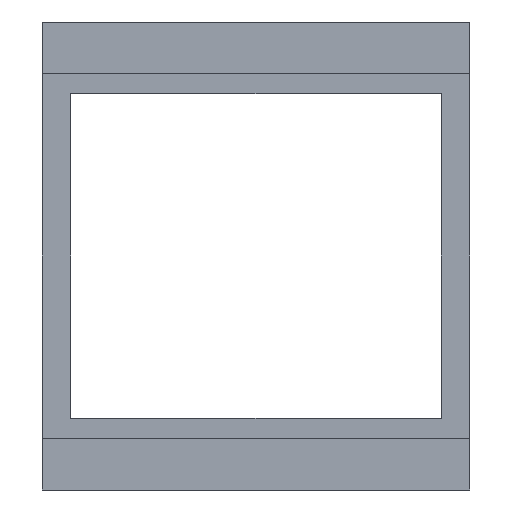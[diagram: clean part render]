
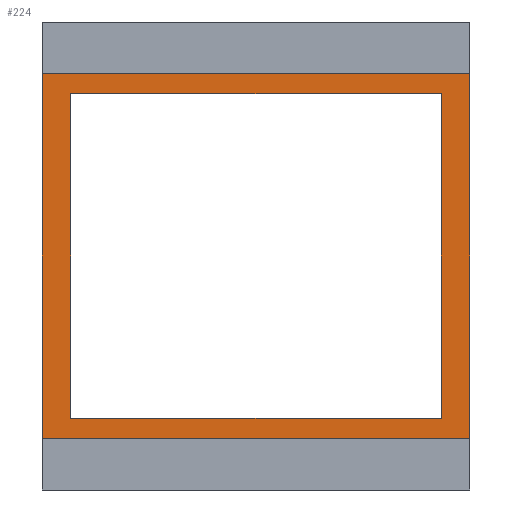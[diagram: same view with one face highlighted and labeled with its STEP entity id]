
A CAD part, front view. The second image highlights one B-rep face of the part: STEP entity #224.
In plain terms, the highlighted planar face has unit normal (0, -1, 0).
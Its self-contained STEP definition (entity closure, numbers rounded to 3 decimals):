
#172=AXIS2_PLACEMENT_3D('Plane Axis2P3D',#169,#170,#171) ;
#81=CARTESIAN_POINT('Vertex',(-52.25,222.,54.073)) ;
#84=CARTESIAN_POINT('Line Origine',(0.,222.,54.073)) ;
#88=CARTESIAN_POINT('Vertex',(52.25,222.,54.073)) ;
#108=CARTESIAN_POINT('Line Origine',(0.,222.,-34.927)) ;
#112=CARTESIAN_POINT('Vertex',(-52.25,222.,-34.927)) ;
#114=CARTESIAN_POINT('Vertex',(52.25,222.,-34.927)) ;
#169=CARTESIAN_POINT('Axis2P3D Location',(0.,222.,54.073)) ;
#174=CARTESIAN_POINT('Line Origine',(-52.25,222.,9.573)) ;
#179=CARTESIAN_POINT('Line Origine',(52.25,222.,9.573)) ;
#190=CARTESIAN_POINT('Line Origine',(0.,222.,49.223)) ;
#194=CARTESIAN_POINT('Vertex',(45.25,222.,49.223)) ;
#196=CARTESIAN_POINT('Vertex',(-45.25,222.,49.223)) ;
#199=CARTESIAN_POINT('Line Origine',(45.25,222.,9.573)) ;
#203=CARTESIAN_POINT('Vertex',(45.25,222.,-30.077)) ;
#206=CARTESIAN_POINT('Line Origine',(0.,222.,-30.077)) ;
#210=CARTESIAN_POINT('Vertex',(-45.25,222.,-30.077)) ;
#213=CARTESIAN_POINT('Line Origine',(-45.25,222.,9.573)) ;
#85=DIRECTION('Vector Direction',(1.,0.,0.)) ;
#109=DIRECTION('Vector Direction',(1.,0.,0.)) ;
#170=DIRECTION('Axis2P3D Direction',(0.,-1.,0.)) ;
#171=DIRECTION('Axis2P3D XDirection',(0.,0.,-1.)) ;
#175=DIRECTION('Vector Direction',(0.,0.,-1.)) ;
#180=DIRECTION('Vector Direction',(0.,0.,-1.)) ;
#191=DIRECTION('Vector Direction',(-1.,0.,0.)) ;
#200=DIRECTION('Vector Direction',(0.,0.,-1.)) ;
#207=DIRECTION('Vector Direction',(1.,0.,0.)) ;
#214=DIRECTION('Vector Direction',(0.,0.,1.)) ;
#86=VECTOR('Line Direction',#85,1.) ;
#110=VECTOR('Line Direction',#109,1.) ;
#176=VECTOR('Line Direction',#175,1.) ;
#181=VECTOR('Line Direction',#180,1.) ;
#192=VECTOR('Line Direction',#191,1.) ;
#201=VECTOR('Line Direction',#200,1.) ;
#208=VECTOR('Line Direction',#207,1.) ;
#215=VECTOR('Line Direction',#214,1.) ;
#185=ORIENTED_EDGE('',*,*,#90,.F.) ;
#186=ORIENTED_EDGE('',*,*,#178,.T.) ;
#187=ORIENTED_EDGE('',*,*,#116,.T.) ;
#188=ORIENTED_EDGE('',*,*,#183,.F.) ;
#219=ORIENTED_EDGE('',*,*,#198,.F.) ;
#220=ORIENTED_EDGE('',*,*,#205,.T.) ;
#221=ORIENTED_EDGE('',*,*,#212,.F.) ;
#222=ORIENTED_EDGE('',*,*,#217,.T.) ;
#223=FACE_BOUND('',#218,.T.) ;
#224=ADVANCED_FACE('Mostrina',(#189,#223),#173,.T.) ;
#90=EDGE_CURVE('',#82,#89,#87,.T.) ;
#116=EDGE_CURVE('',#113,#115,#111,.T.) ;
#178=EDGE_CURVE('',#82,#113,#177,.T.) ;
#183=EDGE_CURVE('',#89,#115,#182,.T.) ;
#198=EDGE_CURVE('',#195,#197,#193,.T.) ;
#205=EDGE_CURVE('',#195,#204,#202,.T.) ;
#212=EDGE_CURVE('',#211,#204,#209,.T.) ;
#217=EDGE_CURVE('',#211,#197,#216,.T.) ;
#184=EDGE_LOOP('',(#185,#186,#187,#188)) ;
#218=EDGE_LOOP('',(#219,#220,#221,#222)) ;
#189=FACE_OUTER_BOUND('',#184,.T.) ;
#87=LINE('Line',#84,#86) ;
#111=LINE('Line',#108,#110) ;
#177=LINE('Line',#174,#176) ;
#182=LINE('Line',#179,#181) ;
#193=LINE('Line',#190,#192) ;
#202=LINE('Line',#199,#201) ;
#209=LINE('Line',#206,#208) ;
#216=LINE('Line',#213,#215) ;
#173=PLANE('',#172) ;
#82=VERTEX_POINT('',#81) ;
#89=VERTEX_POINT('',#88) ;
#113=VERTEX_POINT('',#112) ;
#115=VERTEX_POINT('',#114) ;
#195=VERTEX_POINT('',#194) ;
#197=VERTEX_POINT('',#196) ;
#204=VERTEX_POINT('',#203) ;
#211=VERTEX_POINT('',#210) ;
